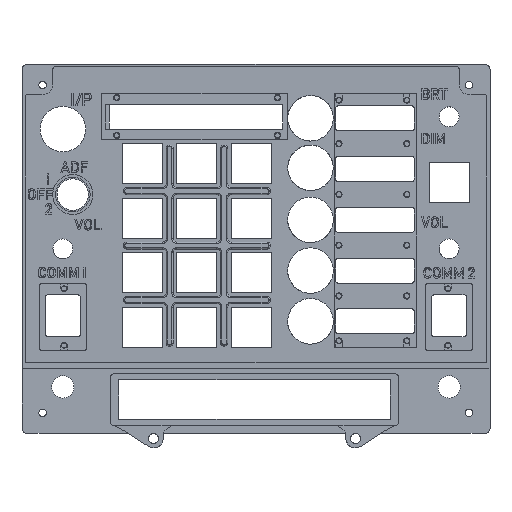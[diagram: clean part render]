
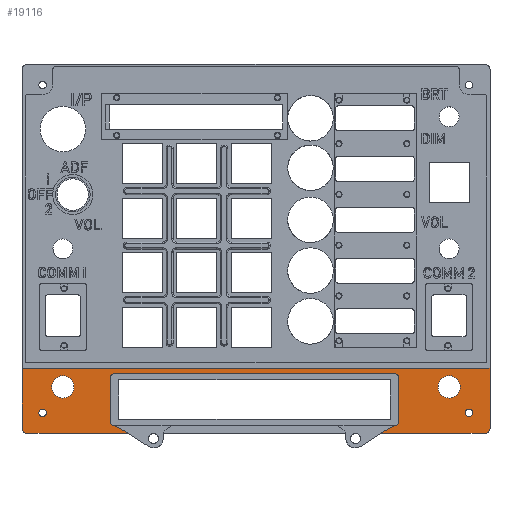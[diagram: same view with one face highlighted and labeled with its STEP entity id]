
A CAD part, top view. The second image highlights one B-rep face of the part: STEP entity #19116.
In plain terms, the highlighted planar face has unit normal (0, 0, 1).
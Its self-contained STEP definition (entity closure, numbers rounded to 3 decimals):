
#1157=FACE_BOUND('',#2884,.T.);
#1158=FACE_BOUND('',#2885,.T.);
#1159=FACE_BOUND('',#2886,.T.);
#1160=FACE_BOUND('',#2887,.T.);
#1308=CIRCLE('',#20271,2.);
#1309=CIRCLE('',#20272,25.);
#1310=CIRCLE('',#20273,2.);
#1311=CIRCLE('',#20274,2.);
#1312=CIRCLE('',#20275,2.);
#1313=CIRCLE('',#20276,2.);
#1314=CIRCLE('',#20277,25.);
#1315=CIRCLE('',#20278,2.);
#1316=CIRCLE('',#20279,1.5);
#1317=CIRCLE('',#20280,1.5);
#1318=CIRCLE('',#20281,4.5);
#1319=CIRCLE('',#20282,4.5);
#1320=CIRCLE('',#20283,1.5);
#1321=CIRCLE('',#20284,1.5);
#1777=FACE_OUTER_BOUND('',#2883,.T.);
#2883=EDGE_LOOP('',(#12730,#12731,#12732,#12733,#12734,#12735,#12736,#12737,
#12738,#12739,#12740,#12741,#12742,#12743,#12744,#12745,#12746,#12747));
#2884=EDGE_LOOP('',(#12748,#12749));
#2885=EDGE_LOOP('',(#12750));
#2886=EDGE_LOOP('',(#12751));
#2887=EDGE_LOOP('',(#12752,#12753));
#4141=LINE('',#26087,#6028);
#4143=LINE('',#26091,#6030);
#4144=LINE('',#26095,#6031);
#4145=LINE('',#26097,#6032);
#4146=LINE('',#26103,#6033);
#4147=LINE('',#26107,#6034);
#4148=LINE('',#26111,#6035);
#4149=LINE('',#26117,#6036);
#4150=LINE('',#26119,#6037);
#4151=LINE('',#26122,#6038);
#6028=VECTOR('',#21582,10.);
#6030=VECTOR('',#21586,10.);
#6031=VECTOR('',#21589,10.);
#6032=VECTOR('',#21590,10.);
#6033=VECTOR('',#21595,10.);
#6034=VECTOR('',#21598,10.);
#6035=VECTOR('',#21601,10.);
#6036=VECTOR('',#21606,10.);
#6037=VECTOR('',#21607,10.);
#6038=VECTOR('',#21610,10.);
#7915=VERTEX_POINT('',#26084);
#7916=VERTEX_POINT('',#26086);
#7917=VERTEX_POINT('',#26090);
#7918=VERTEX_POINT('',#26092);
#7919=VERTEX_POINT('',#26094);
#7920=VERTEX_POINT('',#26096);
#7921=VERTEX_POINT('',#26098);
#7922=VERTEX_POINT('',#26100);
#7923=VERTEX_POINT('',#26102);
#7924=VERTEX_POINT('',#26104);
#7925=VERTEX_POINT('',#26106);
#7926=VERTEX_POINT('',#26108);
#7927=VERTEX_POINT('',#26110);
#7928=VERTEX_POINT('',#26112);
#7929=VERTEX_POINT('',#26114);
#7930=VERTEX_POINT('',#26116);
#7931=VERTEX_POINT('',#26118);
#7932=VERTEX_POINT('',#26120);
#7933=VERTEX_POINT('',#26123);
#7934=VERTEX_POINT('',#26124);
#7935=VERTEX_POINT('',#26127);
#7936=VERTEX_POINT('',#26129);
#7937=VERTEX_POINT('',#26131);
#7938=VERTEX_POINT('',#26132);
#9824=EDGE_CURVE('',#7916,#7915,#4141,.T.);
#9826=EDGE_CURVE('',#7915,#7917,#4143,.T.);
#9827=EDGE_CURVE('',#7917,#7918,#1308,.T.);
#9828=EDGE_CURVE('',#7918,#7919,#4144,.T.);
#9829=EDGE_CURVE('',#7920,#7919,#4145,.T.);
#9830=EDGE_CURVE('',#7921,#7920,#1309,.T.);
#9831=EDGE_CURVE('',#7922,#7921,#1310,.T.);
#9832=EDGE_CURVE('',#7923,#7922,#4146,.T.);
#9833=EDGE_CURVE('',#7924,#7923,#1311,.T.);
#9834=EDGE_CURVE('',#7925,#7924,#4147,.T.);
#9835=EDGE_CURVE('',#7926,#7925,#1312,.T.);
#9836=EDGE_CURVE('',#7927,#7926,#4148,.T.);
#9837=EDGE_CURVE('',#7928,#7927,#1313,.T.);
#9838=EDGE_CURVE('',#7929,#7928,#1314,.T.);
#9839=EDGE_CURVE('',#7930,#7929,#4149,.T.);
#9840=EDGE_CURVE('',#7930,#7931,#4150,.T.);
#9841=EDGE_CURVE('',#7931,#7932,#1315,.T.);
#9842=EDGE_CURVE('',#7932,#7916,#4151,.T.);
#9843=EDGE_CURVE('',#7933,#7934,#1316,.T.);
#9844=EDGE_CURVE('',#7934,#7933,#1317,.T.);
#9845=EDGE_CURVE('',#7935,#7935,#1318,.T.);
#9846=EDGE_CURVE('',#7936,#7936,#1319,.T.);
#9847=EDGE_CURVE('',#7937,#7938,#1320,.T.);
#9848=EDGE_CURVE('',#7938,#7937,#1321,.T.);
#12730=ORIENTED_EDGE('',*,*,#9826,.T.);
#12731=ORIENTED_EDGE('',*,*,#9827,.T.);
#12732=ORIENTED_EDGE('',*,*,#9828,.T.);
#12733=ORIENTED_EDGE('',*,*,#9829,.F.);
#12734=ORIENTED_EDGE('',*,*,#9830,.F.);
#12735=ORIENTED_EDGE('',*,*,#9831,.F.);
#12736=ORIENTED_EDGE('',*,*,#9832,.F.);
#12737=ORIENTED_EDGE('',*,*,#9833,.F.);
#12738=ORIENTED_EDGE('',*,*,#9834,.F.);
#12739=ORIENTED_EDGE('',*,*,#9835,.F.);
#12740=ORIENTED_EDGE('',*,*,#9836,.F.);
#12741=ORIENTED_EDGE('',*,*,#9837,.F.);
#12742=ORIENTED_EDGE('',*,*,#9838,.F.);
#12743=ORIENTED_EDGE('',*,*,#9839,.F.);
#12744=ORIENTED_EDGE('',*,*,#9840,.T.);
#12745=ORIENTED_EDGE('',*,*,#9841,.T.);
#12746=ORIENTED_EDGE('',*,*,#9842,.T.);
#12747=ORIENTED_EDGE('',*,*,#9824,.T.);
#12748=ORIENTED_EDGE('',*,*,#9843,.T.);
#12749=ORIENTED_EDGE('',*,*,#9844,.T.);
#12750=ORIENTED_EDGE('',*,*,#9845,.T.);
#12751=ORIENTED_EDGE('',*,*,#9846,.T.);
#12752=ORIENTED_EDGE('',*,*,#9847,.T.);
#12753=ORIENTED_EDGE('',*,*,#9848,.T.);
#18535=PLANE('',#20270);
#19116=ADVANCED_FACE('',(#1777,#1157,#1158,#1159,#1160),#18535,.T.);
#20270=AXIS2_PLACEMENT_3D('',#26089,#21584,#21585);
#20271=AXIS2_PLACEMENT_3D('',#26093,#21587,#21588);
#20272=AXIS2_PLACEMENT_3D('',#26099,#21591,#21592);
#20273=AXIS2_PLACEMENT_3D('',#26101,#21593,#21594);
#20274=AXIS2_PLACEMENT_3D('',#26105,#21596,#21597);
#20275=AXIS2_PLACEMENT_3D('',#26109,#21599,#21600);
#20276=AXIS2_PLACEMENT_3D('',#26113,#21602,#21603);
#20277=AXIS2_PLACEMENT_3D('',#26115,#21604,#21605);
#20278=AXIS2_PLACEMENT_3D('',#26121,#21608,#21609);
#20279=AXIS2_PLACEMENT_3D('',#26125,#21611,#21612);
#20280=AXIS2_PLACEMENT_3D('',#26126,#21613,#21614);
#20281=AXIS2_PLACEMENT_3D('',#26128,#21615,#21616);
#20282=AXIS2_PLACEMENT_3D('',#26130,#21617,#21618);
#20283=AXIS2_PLACEMENT_3D('',#26133,#21619,#21620);
#20284=AXIS2_PLACEMENT_3D('',#26134,#21621,#21622);
#21582=DIRECTION('',(-1.,0.,0.));
#21584=DIRECTION('center_axis',(0.,0.,1.));
#21585=DIRECTION('ref_axis',(1.,0.,0.));
#21586=DIRECTION('',(0.,-1.,0.));
#21587=DIRECTION('center_axis',(0.,0.,1.));
#21588=DIRECTION('ref_axis',(-1.,0.,0.));
#21589=DIRECTION('',(1.,0.,0.));
#21590=DIRECTION('',(0.841,-0.541,0.));
#21591=DIRECTION('center_axis',(0.,0.,-1.));
#21592=DIRECTION('ref_axis',(-0.541,-0.841,0.));
#21593=DIRECTION('center_axis',(0.,0.,1.));
#21594=DIRECTION('ref_axis',(-0.707,-0.707,0.));
#21595=DIRECTION('',(0.,-1.,0.));
#21596=DIRECTION('center_axis',(0.,0.,1.));
#21597=DIRECTION('ref_axis',(0.,1.,0.));
#21598=DIRECTION('',(-1.,0.,0.));
#21599=DIRECTION('center_axis',(0.,0.,1.));
#21600=DIRECTION('ref_axis',(1.,0.,0.));
#21601=DIRECTION('',(0.,1.,0.));
#21602=DIRECTION('center_axis',(0.,0.,1.));
#21603=DIRECTION('ref_axis',(0.707,-0.707,0.));
#21604=DIRECTION('center_axis',(0.,0.,-1.));
#21605=DIRECTION('ref_axis',(0.541,-0.841,0.));
#21606=DIRECTION('',(0.841,0.541,0.));
#21607=DIRECTION('',(1.,0.,0.));
#21608=DIRECTION('center_axis',(0.,0.,1.));
#21609=DIRECTION('ref_axis',(0.,-1.,0.));
#21610=DIRECTION('',(0.,1.,0.));
#21611=DIRECTION('center_axis',(0.,0.,-1.));
#21612=DIRECTION('ref_axis',(1.,0.,0.));
#21613=DIRECTION('center_axis',(0.,0.,-1.));
#21614=DIRECTION('ref_axis',(1.,0.,0.));
#21615=DIRECTION('center_axis',(0.,0.,-1.));
#21616=DIRECTION('ref_axis',(1.,0.,0.));
#21617=DIRECTION('center_axis',(0.,0.,-1.));
#21618=DIRECTION('ref_axis',(1.,0.,0.));
#21619=DIRECTION('center_axis',(0.,0.,-1.));
#21620=DIRECTION('ref_axis',(1.,0.,0.));
#21621=DIRECTION('center_axis',(0.,0.,-1.));
#21622=DIRECTION('ref_axis',(1.,0.,0.));
#26084=CARTESIAN_POINT('',(-4.5,21.727,13.57));
#26086=CARTESIAN_POINT('',(184.5,21.727,13.57));
#26087=CARTESIAN_POINT('',(-4.5,21.727,13.57));
#26089=CARTESIAN_POINT('Origin',(90.,8.614,13.57));
#26090=CARTESIAN_POINT('',(-4.5,-2.5,13.57));
#26091=CARTESIAN_POINT('',(-4.5,-4.5,13.57));
#26092=CARTESIAN_POINT('',(-2.5,-4.5,13.57));
#26093=CARTESIAN_POINT('Origin',(-2.5,-2.5,13.57));
#26094=CARTESIAN_POINT('',(38.464,-4.5,13.57));
#26095=CARTESIAN_POINT('',(184.5,-4.5,13.57));
#26096=CARTESIAN_POINT('',(37.322,-3.765,13.57));
#26097=CARTESIAN_POINT('',(53.314,-14.056,13.57));
#26098=CARTESIAN_POINT('',(32.425,-1.325,13.57));
#26099=CARTESIAN_POINT('Origin',(23.792,-24.787,13.57));
#26100=CARTESIAN_POINT('',(31.116,0.552,13.57));
#26101=CARTESIAN_POINT('Origin',(33.116,0.552,13.57));
#26102=CARTESIAN_POINT('',(31.116,17.737,13.57));
#26103=CARTESIAN_POINT('',(31.116,13.175,13.57));
#26104=CARTESIAN_POINT('',(33.116,19.737,13.57));
#26105=CARTESIAN_POINT('Origin',(33.116,17.737,13.57));
#26106=CARTESIAN_POINT('',(145.7,19.737,13.57));
#26107=CARTESIAN_POINT('',(117.85,19.737,13.57));
#26108=CARTESIAN_POINT('',(147.7,17.737,13.57));
#26109=CARTESIAN_POINT('Origin',(145.7,17.737,13.57));
#26110=CARTESIAN_POINT('',(147.7,0.552,13.57));
#26111=CARTESIAN_POINT('',(147.7,5.849,13.57));
#26112=CARTESIAN_POINT('',(146.391,-1.325,13.57));
#26113=CARTESIAN_POINT('Origin',(145.7,0.552,13.57));
#26114=CARTESIAN_POINT('',(141.494,-3.765,13.57));
#26115=CARTESIAN_POINT('Origin',(155.024,-24.787,13.57));
#26116=CARTESIAN_POINT('',(140.352,-4.5,13.57));
#26117=CARTESIAN_POINT('',(121.352,-16.728,13.57));
#26118=CARTESIAN_POINT('',(182.5,-4.5,13.57));
#26119=CARTESIAN_POINT('',(184.5,-4.5,13.57));
#26120=CARTESIAN_POINT('',(184.5,-2.5,13.57));
#26121=CARTESIAN_POINT('Origin',(182.5,-2.5,13.57));
#26122=CARTESIAN_POINT('',(184.5,21.727,13.57));
#26123=CARTESIAN_POINT('',(2.31,3.81,13.57));
#26124=CARTESIAN_POINT('',(5.31,3.81,13.57));
#26125=CARTESIAN_POINT('Origin',(3.81,3.81,13.57));
#26126=CARTESIAN_POINT('Origin',(3.81,3.81,13.57));
#26127=CARTESIAN_POINT('',(163.5,14.248,13.57));
#26128=CARTESIAN_POINT('Origin',(168.,14.248,13.57));
#26129=CARTESIAN_POINT('',(7.5,14.248,13.57));
#26130=CARTESIAN_POINT('Origin',(12.,14.248,13.57));
#26131=CARTESIAN_POINT('',(174.5,3.81,13.57));
#26132=CARTESIAN_POINT('',(177.5,3.81,13.57));
#26133=CARTESIAN_POINT('Origin',(176.,3.81,13.57));
#26134=CARTESIAN_POINT('Origin',(176.,3.81,13.57));
